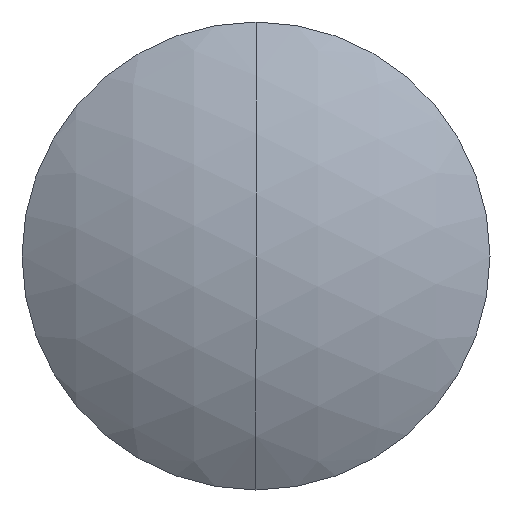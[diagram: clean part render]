
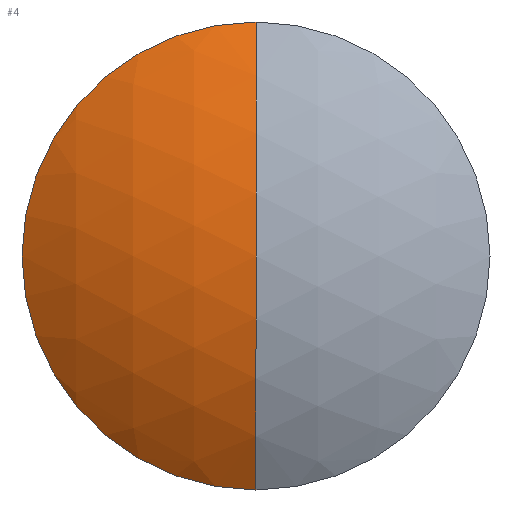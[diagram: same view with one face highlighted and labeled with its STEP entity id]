
A CAD part, left-side view. The second image highlights one B-rep face of the part: STEP entity #4.
In plain terms, the highlighted spherical face has radius 44.67 mm.
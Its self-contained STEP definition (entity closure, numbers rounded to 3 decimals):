
#4 = ADVANCED_FACE ( 'NONE', ( #33 ), #253, .T. ) ;
#10 = CARTESIAN_POINT ( 'NONE',  ( 93.9, 0., 0. ) ) ;
#11 = ORIENTED_EDGE ( 'NONE', *, *, #36, .F. ) ;
#33 = FACE_OUTER_BOUND ( 'NONE', #88, .T. ) ;
#36 = EDGE_CURVE ( 'NONE', #141, #99, #261, .T. ) ;
#42 = AXIS2_PLACEMENT_3D ( 'NONE', #183, #155, #271 ) ;
#50 = AXIS2_PLACEMENT_3D ( 'NONE', #59, #174, #227 ) ;
#59 = CARTESIAN_POINT ( 'NONE',  ( 138.57, 0., 0. ) ) ;
#63 = VERTEX_POINT ( 'NONE', #150 ) ;
#71 = AXIS2_PLACEMENT_3D ( 'NONE', #146, #130, #282 ) ;
#72 = AXIS2_PLACEMENT_3D ( 'NONE', #168, #208, #177 ) ;
#88 = EDGE_LOOP ( 'NONE', ( #147, #266, #11 ) ) ;
#99 = VERTEX_POINT ( 'NONE', #10 ) ;
#130 = DIRECTION ( 'NONE',  ( 0., 1., 0. ) ) ;
#141 = VERTEX_POINT ( 'NONE', #182 ) ;
#146 = CARTESIAN_POINT ( 'NONE',  ( 138.57, 0., 0. ) ) ;
#147 = ORIENTED_EDGE ( 'NONE', *, *, #178, .T. ) ;
#150 = CARTESIAN_POINT ( 'NONE',  ( 101.825, 0., -25.4 ) ) ;
#155 = DIRECTION ( 'NONE',  ( -1., 0., 0. ) ) ;
#168 = CARTESIAN_POINT ( 'NONE',  ( 138.57, 0., 0. ) ) ;
#174 = DIRECTION ( 'NONE',  ( 0., -1., 0. ) ) ;
#177 = DIRECTION ( 'NONE',  ( 0., 0., 1. ) ) ;
#178 = EDGE_CURVE ( 'NONE', #141, #63, #181, .T. ) ;
#181 = CIRCLE ( 'NONE', #42, 25.4 ) ;
#182 = CARTESIAN_POINT ( 'NONE',  ( 101.825, 0., 25.4 ) ) ;
#183 = CARTESIAN_POINT ( 'NONE',  ( 101.825, 0., 0. ) ) ;
#192 = CIRCLE ( 'NONE', #72, 44.67 ) ;
#203 = EDGE_CURVE ( 'NONE', #63, #99, #192, .T. ) ;
#208 = DIRECTION ( 'NONE',  ( 0., 1., 0. ) ) ;
#227 = DIRECTION ( 'NONE',  ( 0., 0., -1. ) ) ;
#253 = SPHERICAL_SURFACE ( 'NONE', #71, 44.67 ) ;
#261 = CIRCLE ( 'NONE', #50, 44.67 ) ;
#266 = ORIENTED_EDGE ( 'NONE', *, *, #203, .T. ) ;
#271 = DIRECTION ( 'NONE',  ( 0., 0., 1. ) ) ;
#282 = DIRECTION ( 'NONE',  ( 0., 0., 1. ) ) ;
